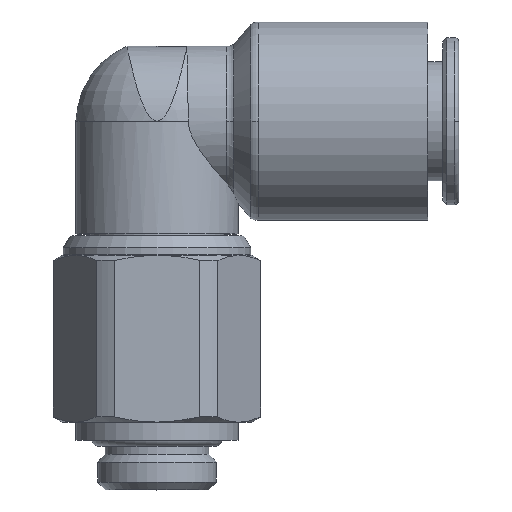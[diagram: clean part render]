
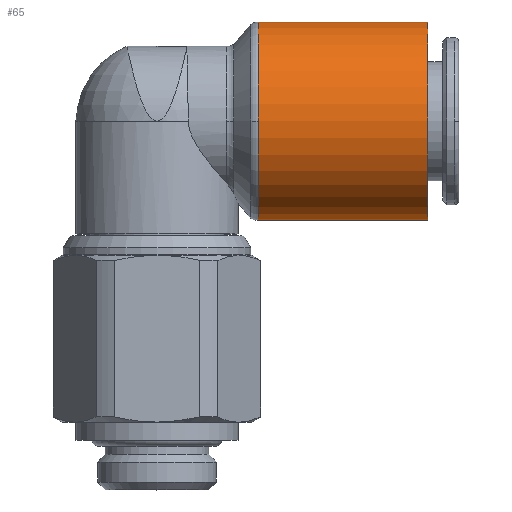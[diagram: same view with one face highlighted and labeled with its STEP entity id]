
A CAD part, top view. The second image highlights one B-rep face of the part: STEP entity #65.
In plain terms, the highlighted cylindrical face has radius 11 mm (diameter 22 mm), a partial arc.
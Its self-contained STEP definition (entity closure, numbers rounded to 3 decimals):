
#65=ADVANCED_FACE('',(#177),#178,.T.);
#177=FACE_OUTER_BOUND('',#369,.T.);
#178=CYLINDRICAL_SURFACE('',#370,11.0);
#369=EDGE_LOOP('',(#662,#663,#664,#665,#666));
#370=AXIS2_PLACEMENT_3D('',#667,#668,#669);
#662=ORIENTED_EDGE('',*,*,#1310,.F.);
#663=ORIENTED_EDGE('',*,*,#1311,.T.);
#664=ORIENTED_EDGE('',*,*,#1312,.T.);
#665=ORIENTED_EDGE('',*,*,#1313,.F.);
#666=ORIENTED_EDGE('',*,*,#1314,.F.);
#667=CARTESIAN_POINT('',(20.62,40.871,0.0));
#668=DIRECTION('',(1.0,0.0,0.0));
#669=DIRECTION('',(0.0,1.0,0.0));
#1310=EDGE_CURVE('',#1589,#1590,#1591,.T.);
#1311=EDGE_CURVE('',#1589,#1592,#1593,.T.);
#1312=EDGE_CURVE('',#1592,#1594,#1595,.T.);
#1313=EDGE_CURVE('',#1596,#1594,#1597,.T.);
#1314=EDGE_CURVE('',#1590,#1596,#1598,.T.);
#1589=VERTEX_POINT('',#2222);
#1590=VERTEX_POINT('',#2223);
#1591=LINE('',#2224,#2225);
#1592=VERTEX_POINT('',#2226);
#1593=CIRCLE('',#2227,11.0);
#1594=VERTEX_POINT('',#2228);
#1595=CIRCLE('',#2229,11.0);
#1596=VERTEX_POINT('',#2230);
#1597=LINE('',#2231,#2232);
#1598=CIRCLE('',#2233,11.0);
#2222=CARTESIAN_POINT('',(11.24,51.871,0.0));
#2223=CARTESIAN_POINT('',(30.0,51.871,0.0));
#2224=CARTESIAN_POINT('',(20.62,51.871,0.));
#2225=VECTOR('',#3136,1.0);
#2226=CARTESIAN_POINT('',(11.24,40.871,11.0));
#2227=AXIS2_PLACEMENT_3D('',#3137,#3138,#3139);
#2228=CARTESIAN_POINT('',(11.24,29.871,0.));
#2229=AXIS2_PLACEMENT_3D('',#3140,#3141,#3142);
#2230=CARTESIAN_POINT('',(30.0,29.871,0.));
#2231=CARTESIAN_POINT('',(20.62,29.871,0.));
#2232=VECTOR('',#3143,1.0);
#2233=AXIS2_PLACEMENT_3D('',#3144,#3145,#3146);
#3136=DIRECTION('',(1.0,0.0,0.0));
#3137=CARTESIAN_POINT('',(11.24,40.871,0.0));
#3138=DIRECTION('',(1.0,0.0,0.0));
#3139=DIRECTION('',(0.0,1.0,0.0));
#3140=CARTESIAN_POINT('',(11.24,40.871,0.0));
#3141=DIRECTION('',(1.0,0.0,0.0));
#3142=DIRECTION('',(0.0,1.0,0.0));
#3143=DIRECTION('',(-1.0,-0.0,-0.0));
#3144=CARTESIAN_POINT('',(30.0,40.871,0.0));
#3145=DIRECTION('',(1.0,0.0,0.0));
#3146=DIRECTION('',(0.0,1.0,0.0));
